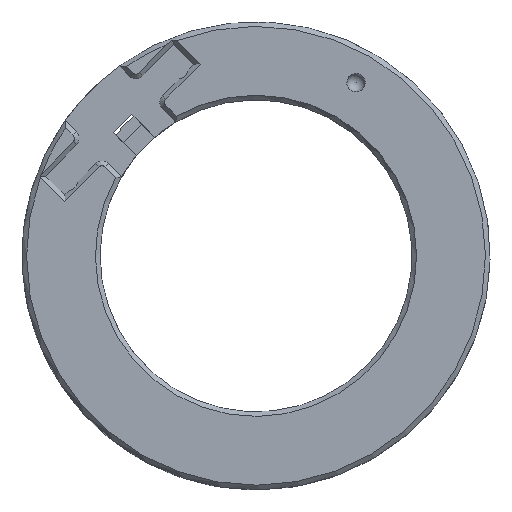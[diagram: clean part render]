
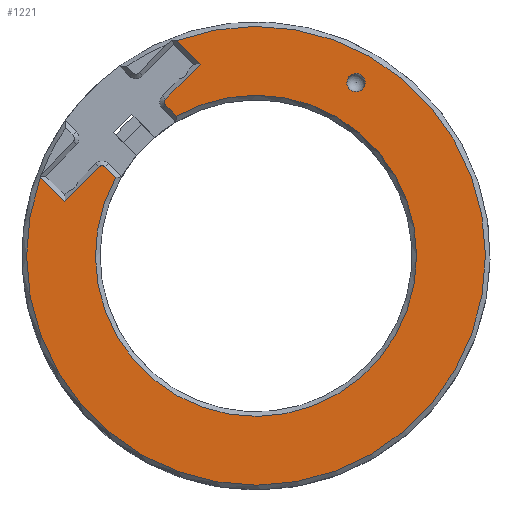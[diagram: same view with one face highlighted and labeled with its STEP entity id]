
A CAD part, top view. The second image highlights one B-rep face of the part: STEP entity #1221.
In plain terms, the highlighted face is planar.
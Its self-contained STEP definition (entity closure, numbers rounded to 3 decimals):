
#75=CIRCLE('',#1315,1.);
#76=CIRCLE('',#1316,17.5);
#77=CIRCLE('',#1317,0.5);
#78=CIRCLE('',#1318,25.);
#79=CIRCLE('',#1319,0.5);
#142=ORIENTED_EDGE('',*,*,#510,.T.);
#143=ORIENTED_EDGE('',*,*,#511,.T.);
#144=ORIENTED_EDGE('',*,*,#512,.T.);
#145=ORIENTED_EDGE('',*,*,#513,.T.);
#146=ORIENTED_EDGE('',*,*,#514,.T.);
#147=ORIENTED_EDGE('',*,*,#515,.T.);
#148=ORIENTED_EDGE('',*,*,#516,.T.);
#149=ORIENTED_EDGE('',*,*,#517,.T.);
#150=ORIENTED_EDGE('',*,*,#518,.T.);
#151=ORIENTED_EDGE('',*,*,#519,.T.);
#152=ORIENTED_EDGE('',*,*,#520,.T.);
#510=EDGE_CURVE('',#694,#694,#75,.T.);
#511=EDGE_CURVE('',#695,#696,#807,.T.);
#512=EDGE_CURVE('',#696,#697,#76,.T.);
#513=EDGE_CURVE('',#697,#698,#808,.T.);
#514=EDGE_CURVE('',#698,#699,#77,.F.);
#515=EDGE_CURVE('',#699,#700,#809,.T.);
#516=EDGE_CURVE('',#700,#701,#810,.T.);
#517=EDGE_CURVE('',#701,#702,#78,.F.);
#518=EDGE_CURVE('',#702,#703,#811,.T.);
#519=EDGE_CURVE('',#703,#704,#812,.T.);
#520=EDGE_CURVE('',#704,#695,#79,.F.);
#694=VERTEX_POINT('',#1861);
#695=VERTEX_POINT('',#1863);
#696=VERTEX_POINT('',#1864);
#697=VERTEX_POINT('',#1866);
#698=VERTEX_POINT('',#1868);
#699=VERTEX_POINT('',#1870);
#700=VERTEX_POINT('',#1872);
#701=VERTEX_POINT('',#1874);
#702=VERTEX_POINT('',#1876);
#703=VERTEX_POINT('',#1878);
#704=VERTEX_POINT('',#1880);
#807=LINE('',#1862,#917);
#808=LINE('',#1867,#918);
#809=LINE('',#1871,#919);
#810=LINE('',#1873,#920);
#811=LINE('',#1877,#921);
#812=LINE('',#1879,#922);
#917=VECTOR('',#1471,1000.);
#918=VECTOR('',#1474,1000.);
#919=VECTOR('',#1477,1000.);
#920=VECTOR('',#1478,1000.);
#921=VECTOR('',#1481,1000.);
#922=VECTOR('',#1482,1000.);
#1026=EDGE_LOOP('',(#142));
#1027=EDGE_LOOP('',(#143,#144,#145,#146,#147,#148,#149,#150,#151,#152));
#1104=FACE_BOUND('',#1026,.T.);
#1105=FACE_BOUND('',#1027,.T.);
#1180=PLANE('',#1314);
#1221=ADVANCED_FACE('',(#1104,#1105),#1180,.F.);
#1314=AXIS2_PLACEMENT_3D('',#1859,#1467,#1468);
#1315=AXIS2_PLACEMENT_3D('',#1860,#1469,#1470);
#1316=AXIS2_PLACEMENT_3D('',#1865,#1472,#1473);
#1317=AXIS2_PLACEMENT_3D('',#1869,#1475,#1476);
#1318=AXIS2_PLACEMENT_3D('',#1875,#1479,#1480);
#1319=AXIS2_PLACEMENT_3D('',#1881,#1483,#1484);
#1467=DIRECTION('',(0.,0.,1.));
#1468=DIRECTION('',(1.,0.,0.));
#1469=DIRECTION('',(0.,0.,1.));
#1470=DIRECTION('',(-0.71,-0.704,0.));
#1471=DIRECTION('',(-0.71,-0.704,0.));
#1472=DIRECTION('',(0.,0.,1.));
#1473=DIRECTION('',(1.,0.,0.));
#1474=DIRECTION('',(0.71,0.704,0.));
#1475=DIRECTION('',(0.,0.,1.));
#1476=DIRECTION('',(1.,0.,0.));
#1477=DIRECTION('',(0.702,-0.712,0.));
#1478=DIRECTION('',(0.721,0.693,0.));
#1479=DIRECTION('',(0.,0.,1.));
#1480=DIRECTION('',(1.,0.,0.));
#1481=DIRECTION('',(-0.721,-0.693,0.));
#1482=DIRECTION('',(0.702,-0.712,0.));
#1483=DIRECTION('',(0.,0.,1.));
#1484=DIRECTION('',(1.,0.,0.));
#1859=CARTESIAN_POINT('',(0.,0.,0.));
#1860=CARTESIAN_POINT('',(-10.9,18.879,0.));
#1861=CARTESIAN_POINT('',(-11.61,18.175,0.));
#1862=CARTESIAN_POINT('',(-3.31,3.336,0.));
#1863=CARTESIAN_POINT('',(9.825,16.369,0.));
#1864=CARTESIAN_POINT('',(8.656,15.209,0.));
#1865=CARTESIAN_POINT('',(0.,0.,0.));
#1866=CARTESIAN_POINT('',(15.277,8.536,0.));
#1867=CARTESIAN_POINT('',(3.31,-3.336,0.));
#1868=CARTESIAN_POINT('',(16.427,9.677,0.));
#1869=CARTESIAN_POINT('',(16.779,9.323,0.));
#1870=CARTESIAN_POINT('',(17.135,9.674,0.));
#1871=CARTESIAN_POINT('',(20.472,6.292,0.));
#1872=CARTESIAN_POINT('',(20.819,5.941,0.));
#1873=CARTESIAN_POINT('',(7.035,-7.315,0.));
#1874=CARTESIAN_POINT('',(23.503,8.522,0.));
#1875=CARTESIAN_POINT('',(0.,0.,0.));
#1876=CARTESIAN_POINT('',(8.712,23.433,0.));
#1877=CARTESIAN_POINT('',(6.431,21.239,0.));
#1878=CARTESIAN_POINT('',(6.065,20.888,0.));
#1879=CARTESIAN_POINT('',(13.515,13.341,0.));
#1880=CARTESIAN_POINT('',(9.829,17.075,0.));
#1881=CARTESIAN_POINT('',(9.473,16.724,0.));
